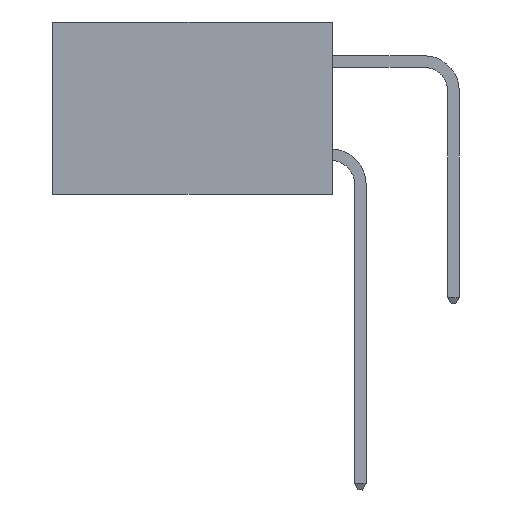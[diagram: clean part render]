
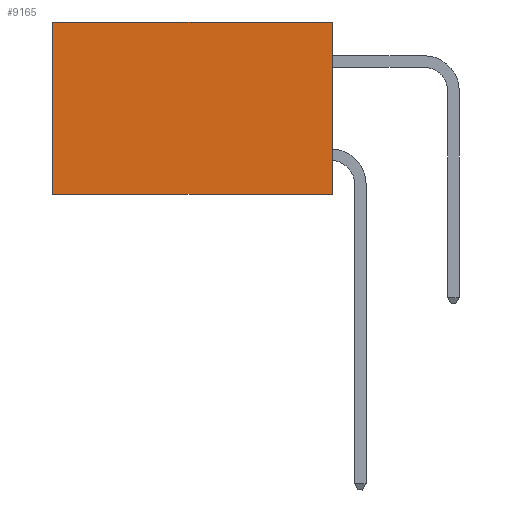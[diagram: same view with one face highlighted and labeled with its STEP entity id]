
A CAD part, left-side view. The second image highlights one B-rep face of the part: STEP entity #9165.
In plain terms, the highlighted planar face has unit normal (-1, 0, 0).
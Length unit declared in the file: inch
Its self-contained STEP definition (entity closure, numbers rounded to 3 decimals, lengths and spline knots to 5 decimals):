
#150 = VECTOR ( 'NONE', #6955, 39.37008 ) ;
#168 = PLANE ( 'NONE',  #3762 ) ;
#244 = EDGE_CURVE ( 'NONE', #1272, #970, #5048, .T. ) ;
#299 = VECTOR ( 'NONE', #6457, 39.37008 ) ;
#336 = CARTESIAN_POINT ( 'NONE',  ( 0.298, 0., -0.37 ) ) ;
#970 = VERTEX_POINT ( 'NONE', #6112 ) ;
#1053 = CARTESIAN_POINT ( 'NONE',  ( 0.298, 0.6, 0. ) ) ;
#1225 = ORIENTED_EDGE ( 'NONE', *, *, #5985, .T. ) ;
#1272 = VERTEX_POINT ( 'NONE', #336 ) ;
#1961 = CARTESIAN_POINT ( 'NONE',  ( 0.298, 0., 0. ) ) ;
#1995 = EDGE_LOOP ( 'NONE', ( #1225, #8554, #2766, #6712 ) ) ;
#2397 = LINE ( 'NONE', #4804, #299 ) ;
#2538 = FACE_OUTER_BOUND ( 'NONE', #1995, .T. ) ;
#2616 = DIRECTION ( 'NONE',  ( 0., 0., -1. ) ) ;
#2766 = ORIENTED_EDGE ( 'NONE', *, *, #9902, .F. ) ;
#3762 = AXIS2_PLACEMENT_3D ( 'NONE', #1961, #10265, #2616 ) ;
#4236 = CARTESIAN_POINT ( 'NONE',  ( 0.298, 0., -0.37 ) ) ;
#4383 = VERTEX_POINT ( 'NONE', #5953 ) ;
#4804 = CARTESIAN_POINT ( 'NONE',  ( 0.298, 0., 0. ) ) ;
#4943 = VERTEX_POINT ( 'NONE', #8129 ) ;
#5048 = LINE ( 'NONE', #4236, #7940 ) ;
#5363 = EDGE_CURVE ( 'NONE', #4943, #4383, #6317, .T. ) ;
#5645 = VECTOR ( 'NONE', #8553, 39.37008 ) ;
#5953 = CARTESIAN_POINT ( 'NONE',  ( 0.298, 0.6, 0. ) ) ;
#5972 = DIRECTION ( 'NONE',  ( 0., 1., 0. ) ) ;
#5985 = EDGE_CURVE ( 'NONE', #4383, #970, #9814, .T. ) ;
#6112 = CARTESIAN_POINT ( 'NONE',  ( 0.298, 0.6, -0.37 ) ) ;
#6317 = LINE ( 'NONE', #8672, #150 ) ;
#6457 = DIRECTION ( 'NONE',  ( 0., 0., -1. ) ) ;
#6712 = ORIENTED_EDGE ( 'NONE', *, *, #5363, .T. ) ;
#6955 = DIRECTION ( 'NONE',  ( 0., 1., 0. ) ) ;
#7940 = VECTOR ( 'NONE', #5972, 39.37008 ) ;
#8129 = CARTESIAN_POINT ( 'NONE',  ( 0.298, 0., 0. ) ) ;
#8553 = DIRECTION ( 'NONE',  ( 0., 0., -1. ) ) ;
#8554 = ORIENTED_EDGE ( 'NONE', *, *, #244, .F. ) ;
#8672 = CARTESIAN_POINT ( 'NONE',  ( 0.298, 0., 0. ) ) ;
#9165 = ADVANCED_FACE ( 'NONE', ( #2538 ), #168, .F. ) ;
#9814 = LINE ( 'NONE', #1053, #5645 ) ;
#9902 = EDGE_CURVE ( 'NONE', #4943, #1272, #2397, .T. ) ;
#10265 = DIRECTION ( 'NONE',  ( 1., 0., 0. ) ) ;
